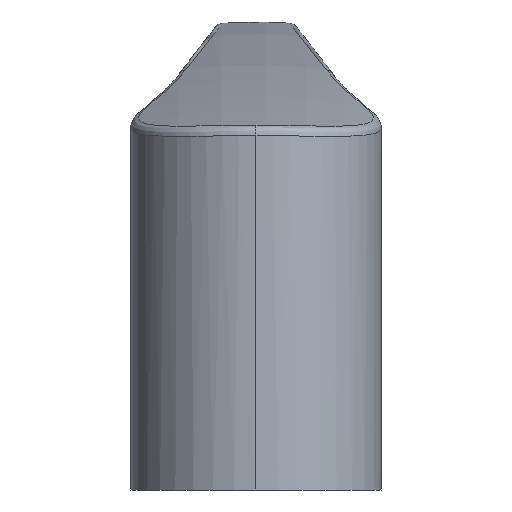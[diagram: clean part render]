
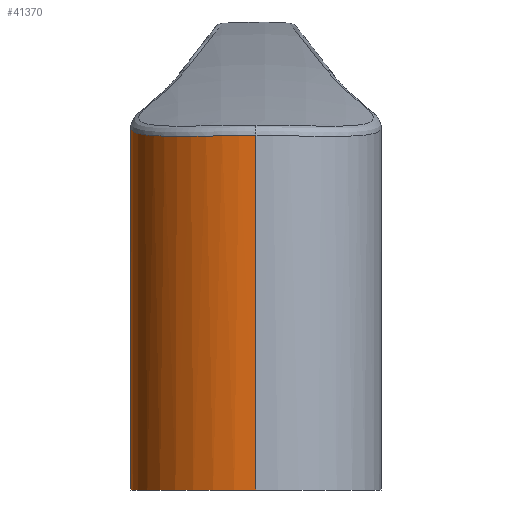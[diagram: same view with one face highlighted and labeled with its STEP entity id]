
A CAD part, left-side view. The second image highlights one B-rep face of the part: STEP entity #41370.
In plain terms, the highlighted cylindrical face has radius 9.5 mm (diameter 19 mm), a partial arc.
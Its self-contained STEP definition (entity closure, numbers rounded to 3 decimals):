
#1010=CARTESIAN_POINT('',(0.,0.,0.));
#1020=DIRECTION('',(0.,0.,1.));
#1030=DIRECTION('',(1.,0.,0.));
#1040=AXIS2_PLACEMENT_3D('',#1010,#1020,#1030);
#1050=CIRCLE('',#1040,9.5);
#1060=CARTESIAN_POINT('',(-9.5,0.,0.));
#1070=VERTEX_POINT('',#1060);
#1080=CARTESIAN_POINT('',(9.5,0.,0.));
#1090=VERTEX_POINT('',#1080);
#1120=EDGE_CURVE('',#1090,#1070,#1050,.T.);
#13000=CARTESIAN_POINT('',(2.83,9.069,19.5));
#13010=VERTEX_POINT('',#13000);
#13040=CARTESIAN_POINT('',(0.,0.,19.5));
#13050=DIRECTION('',(0.,0.,1.));
#13060=DIRECTION('',(1.,0.,0.));
#13070=AXIS2_PLACEMENT_3D('',#13040,#13050,#13060);
#13080=CIRCLE('',#13070,9.5);
#13090=CARTESIAN_POINT('',(9.5,0.,19.5));
#13100=VERTEX_POINT('',#13090);
#13110=EDGE_CURVE('',#13100,#13010,#13080,.T.);
#26270=CARTESIAN_POINT('',(2.83,9.069,
28.049));
#26280=VERTEX_POINT('',#26270);
#40280=CARTESIAN_POINT('',(0.,0.,0.));
#40290=DIRECTION('',(0.,0.,1.));
#40300=DIRECTION('',(1.,0.,0.));
#40310=AXIS2_PLACEMENT_3D('',#40280,#40290,#40300);
#40320=CYLINDRICAL_SURFACE('',#40310,9.5);
#40330=CARTESIAN_POINT('',(9.5,0.,0.));
#40340=DIRECTION('',(0.,0.,1.));
#40350=VECTOR('',#40340,1.);
#40360=LINE('',#40330,#40350);
#40370=EDGE_CURVE('',#1090,#13100,#40360,.T.);
#40380=ORIENTED_EDGE('',*,*,#40370,.F.);
#40390=ORIENTED_EDGE('',*,*,#13110,.F.);
#40400=CARTESIAN_POINT('',(2.83,9.069,0.));
#40410=DIRECTION('',(0.,0.,-1.));
#40420=VECTOR('',#40410,1.);
#40430=LINE('',#40400,#40420);
#40440=EDGE_CURVE('',#26280,#13010,#40430,.T.);
#40450=ORIENTED_EDGE('',*,*,#40440,.T.);
#40460=CARTESIAN_POINT('',(-9.5,0.,
26.856));
#40470=CARTESIAN_POINT('',(-9.5,0.035,
26.856));
#40480=CARTESIAN_POINT('',(-9.5,0.069,
26.856));
#40490=CARTESIAN_POINT('',(-9.499,0.16,
26.856));
#40500=CARTESIAN_POINT('',(-9.498,0.217,
26.856));
#40510=CARTESIAN_POINT('',(-9.49,0.468,
26.856));
#40520=CARTESIAN_POINT('',(-9.479,0.662,
26.855));
#40530=CARTESIAN_POINT('',(-9.444,1.051,
26.854));
#40540=CARTESIAN_POINT('',(-9.42,1.244,
26.853));
#40550=CARTESIAN_POINT('',(-9.361,1.629,
26.85));
#40560=CARTESIAN_POINT('',(-9.326,1.821,
26.849));
#40570=CARTESIAN_POINT('',(-9.243,2.202,
26.845));
#40580=CARTESIAN_POINT('',(-9.196,2.391,
26.844));
#40590=CARTESIAN_POINT('',(-9.09,2.766,
26.84));
#40600=CARTESIAN_POINT('',(-9.032,2.952,
26.837));
#40610=CARTESIAN_POINT('',(-8.903,3.32,
26.833));
#40620=CARTESIAN_POINT('',(-8.833,3.502,
26.831));
#40630=CARTESIAN_POINT('',(-8.682,3.861,
26.826));
#40640=CARTESIAN_POINT('',(-8.601,4.039,
26.824));
#40650=CARTESIAN_POINT('',(-8.429,4.386,
26.82));
#40660=CARTESIAN_POINT('',(-8.338,4.556,
26.818));
#40670=CARTESIAN_POINT('',(-8.147,4.891,
26.815));
#40680=CARTESIAN_POINT('',(-8.046,5.055,
26.813));
#40690=CARTESIAN_POINT('',(-7.834,5.377,
26.811));
#40700=CARTESIAN_POINT('',(-7.723,5.535,
26.81));
#40710=CARTESIAN_POINT('',(-7.493,5.844,
26.809));
#40720=CARTESIAN_POINT('',(-7.372,5.994,
26.809));
#40730=CARTESIAN_POINT('',(-7.123,6.289,
26.81));
#40740=CARTESIAN_POINT('',(-6.994,6.432,
26.811));
#40750=CARTESIAN_POINT('',(-6.728,6.71,
26.815));
#40760=CARTESIAN_POINT('',(-6.59,6.845,
26.817));
#40770=CARTESIAN_POINT('',(-6.307,7.107,
26.823));
#40780=CARTESIAN_POINT('',(-6.162,7.233,
26.827));
#40790=CARTESIAN_POINT('',(-5.863,7.477,
26.837));
#40800=CARTESIAN_POINT('',(-5.71,7.595,
26.843));
#40810=CARTESIAN_POINT('',(-5.554,7.707,
26.85));
#40820=CARTESIAN_POINT('',(-5.423,7.802,
26.855));
#40830=CARTESIAN_POINT('',(-5.289,7.893,
26.862));
#40840=CARTESIAN_POINT('',(-5.017,8.069,
26.876));
#40850=CARTESIAN_POINT('',(-4.878,8.153,
26.884));
#40860=CARTESIAN_POINT('',(-4.598,8.315,
26.902));
#40870=CARTESIAN_POINT('',(-4.455,8.392,
26.911));
#40880=CARTESIAN_POINT('',(-4.167,8.539,
26.932));
#40890=CARTESIAN_POINT('',(-4.021,8.608,
26.944));
#40900=CARTESIAN_POINT('',(-3.726,8.74,
26.968));
#40910=CARTESIAN_POINT('',(-3.577,8.802,
26.981));
#40920=CARTESIAN_POINT('',(-3.276,8.919,
27.009));
#40930=CARTESIAN_POINT('',(-3.124,8.973,
27.024));
#40940=CARTESIAN_POINT('',(-2.818,9.074,
27.056));
#40950=CARTESIAN_POINT('',(-2.663,9.12,
27.073));
#40960=CARTESIAN_POINT('',(-2.353,9.205,
27.109));
#40970=CARTESIAN_POINT('',(-2.197,9.244,
27.128));
#40980=CARTESIAN_POINT('',(-1.902,9.309,
27.165));
#40990=CARTESIAN_POINT('',(-1.763,9.336,
27.184));
#41000=CARTESIAN_POINT('',(-1.485,9.384,
27.222));
#41010=CARTESIAN_POINT('',(-1.346,9.405,
27.241));
#41020=CARTESIAN_POINT('',(-1.066,9.441,
27.282));
#41030=CARTESIAN_POINT('',(-0.926,9.456,
27.303));
#41040=CARTESIAN_POINT('',(-0.646,9.479,
27.347));
#41050=CARTESIAN_POINT('',(-0.506,9.488,
27.37));
#41060=CARTESIAN_POINT('',(-0.226,9.498,
27.417));
#41070=CARTESIAN_POINT('',(-0.086,9.501,
27.441));
#41080=CARTESIAN_POINT('',(0.194,9.499,
27.491));
#41090=CARTESIAN_POINT('',(0.334,9.495,
27.516));
#41100=CARTESIAN_POINT('',(0.613,9.481,
27.568));
#41110=CARTESIAN_POINT('',(0.752,9.471,
27.595));
#41120=CARTESIAN_POINT('',(1.03,9.445,
27.65));
#41130=CARTESIAN_POINT('',(1.168,9.429,
27.678));
#41140=CARTESIAN_POINT('',(1.503,9.383,
27.747));
#41150=CARTESIAN_POINT('',(1.698,9.349,
27.789));
#41160=CARTESIAN_POINT('',(2.085,9.27,
27.874));
#41170=CARTESIAN_POINT('',(2.278,9.225,
27.918));
#41180=CARTESIAN_POINT('',(2.556,9.15,
27.984));
#41190=CARTESIAN_POINT('',(2.644,9.125,
28.004));
#41200=CARTESIAN_POINT('',(2.765,9.089,
28.033));
#41210=CARTESIAN_POINT('',(2.798,9.079,
28.041));
#41220=CARTESIAN_POINT('',(2.83,9.069,
28.049));
#41230=B_SPLINE_CURVE_WITH_KNOTS('',3,(#40460,#40470,#40480,#40490,
#40500,#40510,#40520,#40530,#40540,#40550,#40560,#40570,#40580,#40590,
#40600,#40610,#40620,#40630,#40640,#40650,#40660,#40670,#40680,#40690,
#40700,#40710,#40720,#40730,#40740,#40750,#40760,#40770,#40780,#40790,
#40800,#40810,#40820,#40830,#40840,#40850,#40860,#40870,#40880,#40890,
#40900,#40910,#40920,#40930,#40940,#40950,#40960,#40970,#40980,#40990,
#41000,#41010,#41020,#41030,#41040,#41050,#41060,#41070,#41080,#41090,
#41100,#41110,#41120,#41130,#41140,#41150,#41160,#41170,#41180,#41190,
#41200,#41210,#41220),.UNSPECIFIED.,.F.,.F.,(4,2,2,2,2,2,2,2,2,2,2,2,2,2
,2,2,2,3,2,2,2,2,2,2,2,2,2,2,2,2,2,2,2,2,2,2,2,4),(0.,0.1,
0.265,0.831,1.398,1.964,
2.53,3.097,3.662,4.228,
4.787,5.346,5.905,6.463,
7.021,7.578,8.135,8.692,
9.16,9.628,10.095,10.563,
11.03,11.497,11.963,12.43,
12.84,13.249,13.659,14.069,
14.478,14.888,15.297,15.707,
16.29,16.874,17.144,17.246),
.UNSPECIFIED.);
#41240=CARTESIAN_POINT('',(-9.5,0.,26.856));
#41250=VERTEX_POINT('',#41240);
#41260=EDGE_CURVE('',#41250,#26280,#41230,.T.);
#41270=ORIENTED_EDGE('',*,*,#41260,.T.);
#41280=CARTESIAN_POINT('',(-9.5,0.,0.));
#41290=DIRECTION('',(0.,0.,1.));
#41300=VECTOR('',#41290,1.);
#41310=LINE('',#41280,#41300);
#41320=EDGE_CURVE('',#1070,#41250,#41310,.T.);
#41330=ORIENTED_EDGE('',*,*,#41320,.T.);
#41340=ORIENTED_EDGE('',*,*,#1120,.T.);
#41350=EDGE_LOOP('',(#41340,#41330,#41270,#40450,#40390,#40380));
#41360=FACE_OUTER_BOUND('',#41350,.T.);
#41370=ADVANCED_FACE('',(#41360),#40320,.T.);
